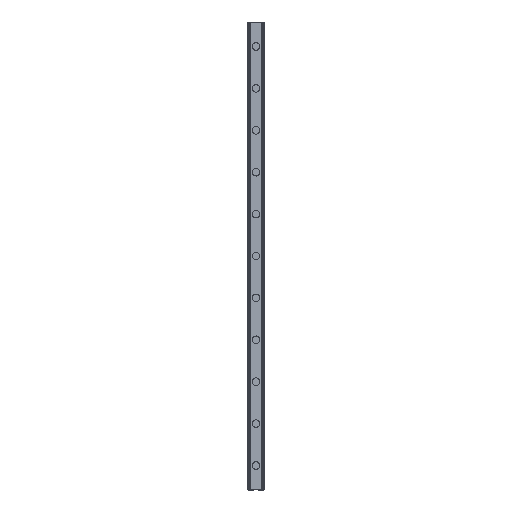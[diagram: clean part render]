
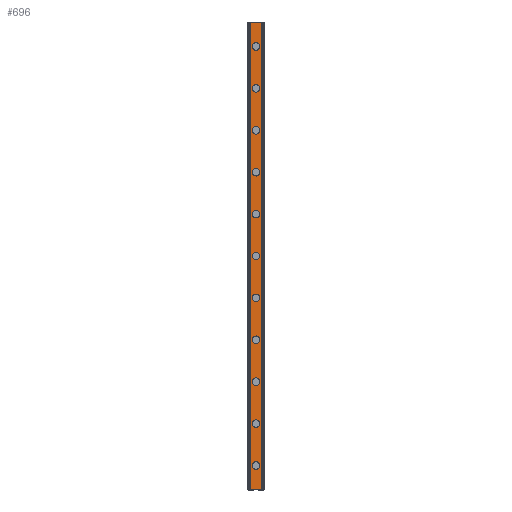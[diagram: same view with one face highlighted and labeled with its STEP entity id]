
A CAD part, top view. The second image highlights one B-rep face of the part: STEP entity #696.
In plain terms, the highlighted planar face has unit normal (0, 0, 1).
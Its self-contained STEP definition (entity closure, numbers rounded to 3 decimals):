
#696=ADVANCED_FACE('',(#1420,#1421,#1422,#1423,#1424,#1425,#1426,#1427,#1428,#1429,#1430,#1431),#1432,.T.);
#1420=FACE_BOUND('',#2165,.T.);
#1421=FACE_BOUND('',#2166,.T.);
#1422=FACE_BOUND('',#2167,.T.);
#1423=FACE_BOUND('',#2168,.T.);
#1424=FACE_BOUND('',#2169,.T.);
#1425=FACE_BOUND('',#2170,.T.);
#1426=FACE_BOUND('',#2171,.T.);
#1427=FACE_BOUND('',#2172,.T.);
#1428=FACE_BOUND('',#2173,.T.);
#1429=FACE_BOUND('',#2174,.T.);
#1430=FACE_BOUND('',#2175,.T.);
#1431=FACE_OUTER_BOUND('',#2176,.T.);
#1432=PLANE('',#2177);
#2165=EDGE_LOOP('',(#4225,#4226));
#2166=EDGE_LOOP('',(#4227,#4228));
#2167=EDGE_LOOP('',(#4229,#4230));
#2168=EDGE_LOOP('',(#4231,#4232));
#2169=EDGE_LOOP('',(#4233,#4234));
#2170=EDGE_LOOP('',(#4235,#4236));
#2171=EDGE_LOOP('',(#4237,#4238));
#2172=EDGE_LOOP('',(#4239,#4240));
#2173=EDGE_LOOP('',(#4241,#4242));
#2174=EDGE_LOOP('',(#4243,#4244));
#2175=EDGE_LOOP('',(#4245,#4246));
#2176=EDGE_LOOP('',(#4247,#4248,#4249,#4250));
#2177=AXIS2_PLACEMENT_3D('',#4251,#4252,#4253);
#4225=ORIENTED_EDGE('',*,*,#4591,.T.);
#4226=ORIENTED_EDGE('',*,*,#5038,.T.);
#4227=ORIENTED_EDGE('',*,*,#4577,.T.);
#4228=ORIENTED_EDGE('',*,*,#5078,.T.);
#4229=ORIENTED_EDGE('',*,*,#4563,.T.);
#4230=ORIENTED_EDGE('',*,*,#5093,.T.);
#4231=ORIENTED_EDGE('',*,*,#4549,.T.);
#4232=ORIENTED_EDGE('',*,*,#5108,.T.);
#4233=ORIENTED_EDGE('',*,*,#4535,.T.);
#4234=ORIENTED_EDGE('',*,*,#5123,.T.);
#4235=ORIENTED_EDGE('',*,*,#4521,.T.);
#4236=ORIENTED_EDGE('',*,*,#5138,.T.);
#4237=ORIENTED_EDGE('',*,*,#4507,.T.);
#4238=ORIENTED_EDGE('',*,*,#5153,.T.);
#4239=ORIENTED_EDGE('',*,*,#4493,.T.);
#4240=ORIENTED_EDGE('',*,*,#5168,.T.);
#4241=ORIENTED_EDGE('',*,*,#4479,.T.);
#4242=ORIENTED_EDGE('',*,*,#5183,.T.);
#4243=ORIENTED_EDGE('',*,*,#4465,.T.);
#4244=ORIENTED_EDGE('',*,*,#5198,.T.);
#4245=ORIENTED_EDGE('',*,*,#4451,.T.);
#4246=ORIENTED_EDGE('',*,*,#5213,.T.);
#4247=ORIENTED_EDGE('',*,*,#5017,.T.);
#4248=ORIENTED_EDGE('',*,*,#5266,.F.);
#4249=ORIENTED_EDGE('',*,*,#4891,.T.);
#4250=ORIENTED_EDGE('',*,*,#5264,.T.);
#4251=CARTESIAN_POINT('',(0.,670.0,18.));
#4252=DIRECTION('',(0.0,0.0,1.0));
#4253=DIRECTION('',(-1.0,0.0,0.0));
#4451=EDGE_CURVE('',#5326,#5323,#5327,.T.);
#4465=EDGE_CURVE('',#5352,#5349,#5353,.T.);
#4479=EDGE_CURVE('',#5378,#5375,#5379,.T.);
#4493=EDGE_CURVE('',#5404,#5401,#5405,.T.);
#4507=EDGE_CURVE('',#5430,#5427,#5431,.T.);
#4521=EDGE_CURVE('',#5456,#5453,#5457,.T.);
#4535=EDGE_CURVE('',#5482,#5479,#5483,.T.);
#4549=EDGE_CURVE('',#5508,#5505,#5509,.T.);
#4563=EDGE_CURVE('',#5534,#5531,#5535,.T.);
#4577=EDGE_CURVE('',#5560,#5557,#5561,.T.);
#4591=EDGE_CURVE('',#5586,#5583,#5587,.T.);
#4891=EDGE_CURVE('',#6030,#6028,#6031,.T.);
#5017=EDGE_CURVE('',#6237,#6235,#6238,.T.);
#5038=EDGE_CURVE('',#5583,#5586,#6277,.T.);
#5078=EDGE_CURVE('',#5557,#5560,#6331,.T.);
#5093=EDGE_CURVE('',#5531,#5534,#6349,.T.);
#5108=EDGE_CURVE('',#5505,#5508,#6367,.T.);
#5123=EDGE_CURVE('',#5479,#5482,#6385,.T.);
#5138=EDGE_CURVE('',#5453,#5456,#6403,.T.);
#5153=EDGE_CURVE('',#5427,#5430,#6421,.T.);
#5168=EDGE_CURVE('',#5401,#5404,#6439,.T.);
#5183=EDGE_CURVE('',#5375,#5378,#6457,.T.);
#5198=EDGE_CURVE('',#5349,#5352,#6475,.T.);
#5213=EDGE_CURVE('',#5323,#5326,#6493,.T.);
#5264=EDGE_CURVE('',#6028,#6237,#6547,.T.);
#5266=EDGE_CURVE('',#6030,#6235,#6549,.T.);
#5323=VERTEX_POINT('',#6608);
#5326=VERTEX_POINT('',#6612);
#5327=CIRCLE('',#6613,5.5);
#5349=VERTEX_POINT('',#6638);
#5352=VERTEX_POINT('',#6642);
#5353=CIRCLE('',#6643,5.5);
#5375=VERTEX_POINT('',#6668);
#5378=VERTEX_POINT('',#6672);
#5379=CIRCLE('',#6673,5.5);
#5401=VERTEX_POINT('',#6698);
#5404=VERTEX_POINT('',#6702);
#5405=CIRCLE('',#6703,5.5);
#5427=VERTEX_POINT('',#6728);
#5430=VERTEX_POINT('',#6732);
#5431=CIRCLE('',#6733,5.5);
#5453=VERTEX_POINT('',#6758);
#5456=VERTEX_POINT('',#6762);
#5457=CIRCLE('',#6763,5.5);
#5479=VERTEX_POINT('',#6788);
#5482=VERTEX_POINT('',#6792);
#5483=CIRCLE('',#6793,5.5);
#5505=VERTEX_POINT('',#6818);
#5508=VERTEX_POINT('',#6822);
#5509=CIRCLE('',#6823,5.5);
#5531=VERTEX_POINT('',#6848);
#5534=VERTEX_POINT('',#6852);
#5535=CIRCLE('',#6853,5.5);
#5557=VERTEX_POINT('',#6878);
#5560=VERTEX_POINT('',#6882);
#5561=CIRCLE('',#6883,5.5);
#5583=VERTEX_POINT('',#6908);
#5586=VERTEX_POINT('',#6912);
#5587=CIRCLE('',#6913,5.5);
#6028=VERTEX_POINT('',#7502);
#6030=VERTEX_POINT('',#7504);
#6031=LINE('',#7505,#7506);
#6235=VERTEX_POINT('',#7791);
#6237=VERTEX_POINT('',#7793);
#6238=LINE('',#7794,#7795);
#6277=CIRCLE('',#7843,5.5);
#6331=CIRCLE('',#7913,5.5);
#6349=CIRCLE('',#7934,5.5);
#6367=CIRCLE('',#7955,5.5);
#6385=CIRCLE('',#7976,5.5);
#6403=CIRCLE('',#7997,5.5);
#6421=CIRCLE('',#8018,5.5);
#6439=CIRCLE('',#8039,5.5);
#6457=CIRCLE('',#8060,5.5);
#6475=CIRCLE('',#8081,5.5);
#6493=CIRCLE('',#8102,5.5);
#6547=LINE('',#8177,#8178);
#6549=LINE('',#8180,#8181);
#6608=CARTESIAN_POINT('',(5.5,35.0,18.));
#6612=CARTESIAN_POINT('',(-5.5,35.0,18.));
#6613=AXIS2_PLACEMENT_3D('',#8259,#8260,#8261);
#6638=CARTESIAN_POINT('',(5.5,95.0,18.));
#6642=CARTESIAN_POINT('',(-5.5,95.0,18.));
#6643=AXIS2_PLACEMENT_3D('',#8287,#8288,#8289);
#6668=CARTESIAN_POINT('',(5.5,155.0,18.));
#6672=CARTESIAN_POINT('',(-5.5,155.0,18.));
#6673=AXIS2_PLACEMENT_3D('',#8315,#8316,#8317);
#6698=CARTESIAN_POINT('',(5.5,215.0,18.));
#6702=CARTESIAN_POINT('',(-5.5,215.0,18.));
#6703=AXIS2_PLACEMENT_3D('',#8343,#8344,#8345);
#6728=CARTESIAN_POINT('',(5.5,275.0,18.));
#6732=CARTESIAN_POINT('',(-5.5,275.0,18.));
#6733=AXIS2_PLACEMENT_3D('',#8371,#8372,#8373);
#6758=CARTESIAN_POINT('',(5.5,335.0,18.));
#6762=CARTESIAN_POINT('',(-5.5,335.0,18.));
#6763=AXIS2_PLACEMENT_3D('',#8399,#8400,#8401);
#6788=CARTESIAN_POINT('',(5.5,395.0,18.));
#6792=CARTESIAN_POINT('',(-5.5,395.0,18.));
#6793=AXIS2_PLACEMENT_3D('',#8427,#8428,#8429);
#6818=CARTESIAN_POINT('',(5.5,455.0,18.));
#6822=CARTESIAN_POINT('',(-5.5,455.0,18.));
#6823=AXIS2_PLACEMENT_3D('',#8455,#8456,#8457);
#6848=CARTESIAN_POINT('',(5.5,515.0,18.));
#6852=CARTESIAN_POINT('',(-5.5,515.0,18.));
#6853=AXIS2_PLACEMENT_3D('',#8483,#8484,#8485);
#6878=CARTESIAN_POINT('',(5.5,575.0,18.));
#6882=CARTESIAN_POINT('',(-5.5,575.0,18.));
#6883=AXIS2_PLACEMENT_3D('',#8511,#8512,#8513);
#6908=CARTESIAN_POINT('',(5.5,635.0,18.));
#6912=CARTESIAN_POINT('',(-5.5,635.0,18.));
#6913=AXIS2_PLACEMENT_3D('',#8539,#8540,#8541);
#7502=CARTESIAN_POINT('',(-7.959,670.0,18.));
#7504=CARTESIAN_POINT('',(7.959,670.0,18.));
#7505=CARTESIAN_POINT('',(7.959,670.0,18.));
#7506=VECTOR('',#8888,1.0);
#7791=CARTESIAN_POINT('',(7.959,0.0,18.));
#7793=CARTESIAN_POINT('',(-7.959,0.0,18.));
#7794=CARTESIAN_POINT('',(7.959,0.0,18.));
#7795=VECTOR('',#9030,1.0);
#7843=AXIS2_PLACEMENT_3D('',#9070,#9071,#9072);
#7913=AXIS2_PLACEMENT_3D('',#9137,#9138,#9139);
#7934=AXIS2_PLACEMENT_3D('',#9158,#9159,#9160);
#7955=AXIS2_PLACEMENT_3D('',#9179,#9180,#9181);
#7976=AXIS2_PLACEMENT_3D('',#9200,#9201,#9202);
#7997=AXIS2_PLACEMENT_3D('',#9221,#9222,#9223);
#8018=AXIS2_PLACEMENT_3D('',#9242,#9243,#9244);
#8039=AXIS2_PLACEMENT_3D('',#9263,#9264,#9265);
#8060=AXIS2_PLACEMENT_3D('',#9284,#9285,#9286);
#8081=AXIS2_PLACEMENT_3D('',#9305,#9306,#9307);
#8102=AXIS2_PLACEMENT_3D('',#9326,#9327,#9328);
#8177=CARTESIAN_POINT('',(-7.959,670.0,18.));
#8178=VECTOR('',#9365,1.0);
#8180=CARTESIAN_POINT('',(7.959,670.0,18.));
#8181=VECTOR('',#9366,1.0);
#8259=CARTESIAN_POINT('',(0.0,35.0,18.));
#8260=DIRECTION('',(0.0,0.0,-1.0));
#8261=DIRECTION('',(1.0,0.0,0.0));
#8287=CARTESIAN_POINT('',(0.0,95.0,18.));
#8288=DIRECTION('',(0.0,0.0,-1.0));
#8289=DIRECTION('',(1.0,0.0,0.0));
#8315=CARTESIAN_POINT('',(0.0,155.0,18.));
#8316=DIRECTION('',(0.0,0.0,-1.0));
#8317=DIRECTION('',(1.0,0.0,0.0));
#8343=CARTESIAN_POINT('',(0.0,215.0,18.));
#8344=DIRECTION('',(0.0,0.0,-1.0));
#8345=DIRECTION('',(1.0,0.0,0.0));
#8371=CARTESIAN_POINT('',(0.0,275.0,18.));
#8372=DIRECTION('',(0.0,0.0,-1.0));
#8373=DIRECTION('',(1.0,0.0,0.0));
#8399=CARTESIAN_POINT('',(0.0,335.0,18.));
#8400=DIRECTION('',(0.0,0.0,-1.0));
#8401=DIRECTION('',(1.0,0.0,0.0));
#8427=CARTESIAN_POINT('',(0.0,395.0,18.));
#8428=DIRECTION('',(0.0,0.0,-1.0));
#8429=DIRECTION('',(1.0,0.0,0.0));
#8455=CARTESIAN_POINT('',(0.0,455.0,18.));
#8456=DIRECTION('',(0.0,0.0,-1.0));
#8457=DIRECTION('',(1.0,0.0,0.0));
#8483=CARTESIAN_POINT('',(0.0,515.0,18.));
#8484=DIRECTION('',(0.0,0.0,-1.0));
#8485=DIRECTION('',(1.0,0.0,0.0));
#8511=CARTESIAN_POINT('',(0.0,575.0,18.));
#8512=DIRECTION('',(0.0,0.0,-1.0));
#8513=DIRECTION('',(1.0,0.0,0.0));
#8539=CARTESIAN_POINT('',(0.0,635.0,18.));
#8540=DIRECTION('',(0.0,0.0,-1.0));
#8541=DIRECTION('',(1.0,0.0,0.0));
#8888=DIRECTION('',(-1.0,0.0,0.0));
#9030=DIRECTION('',(1.0,0.0,0.0));
#9070=CARTESIAN_POINT('',(0.0,635.0,18.));
#9071=DIRECTION('',(0.0,0.0,-1.0));
#9072=DIRECTION('',(1.0,0.0,0.0));
#9137=CARTESIAN_POINT('',(0.0,575.0,18.));
#9138=DIRECTION('',(0.0,0.0,-1.0));
#9139=DIRECTION('',(1.0,0.0,0.0));
#9158=CARTESIAN_POINT('',(0.0,515.0,18.));
#9159=DIRECTION('',(0.0,0.0,-1.0));
#9160=DIRECTION('',(1.0,0.0,0.0));
#9179=CARTESIAN_POINT('',(0.0,455.0,18.));
#9180=DIRECTION('',(0.0,0.0,-1.0));
#9181=DIRECTION('',(1.0,0.0,0.0));
#9200=CARTESIAN_POINT('',(0.0,395.0,18.));
#9201=DIRECTION('',(0.0,0.0,-1.0));
#9202=DIRECTION('',(1.0,0.0,0.0));
#9221=CARTESIAN_POINT('',(0.0,335.0,18.));
#9222=DIRECTION('',(0.0,0.0,-1.0));
#9223=DIRECTION('',(1.0,0.0,0.0));
#9242=CARTESIAN_POINT('',(0.0,275.0,18.));
#9243=DIRECTION('',(0.0,0.0,-1.0));
#9244=DIRECTION('',(1.0,0.0,0.0));
#9263=CARTESIAN_POINT('',(0.0,215.0,18.));
#9264=DIRECTION('',(0.0,0.0,-1.0));
#9265=DIRECTION('',(1.0,0.0,0.0));
#9284=CARTESIAN_POINT('',(0.0,155.0,18.));
#9285=DIRECTION('',(0.0,0.0,-1.0));
#9286=DIRECTION('',(1.0,0.0,0.0));
#9305=CARTESIAN_POINT('',(0.0,95.0,18.));
#9306=DIRECTION('',(0.0,0.0,-1.0));
#9307=DIRECTION('',(1.0,0.0,0.0));
#9326=CARTESIAN_POINT('',(0.0,35.0,18.));
#9327=DIRECTION('',(0.0,0.0,-1.0));
#9328=DIRECTION('',(1.0,0.0,0.0));
#9365=DIRECTION('',(0.0,-1.0,0.0));
#9366=DIRECTION('',(0.0,-1.0,0.0));
